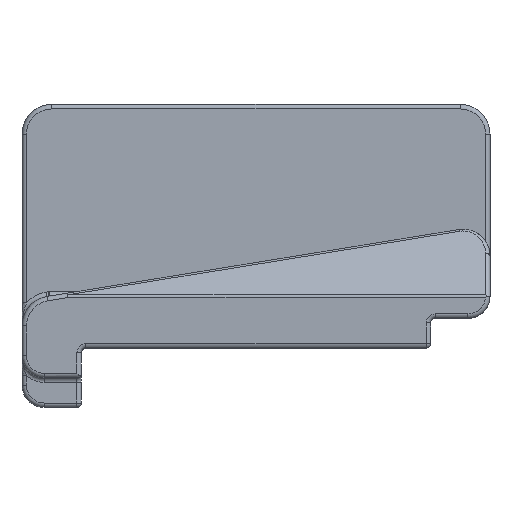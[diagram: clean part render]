
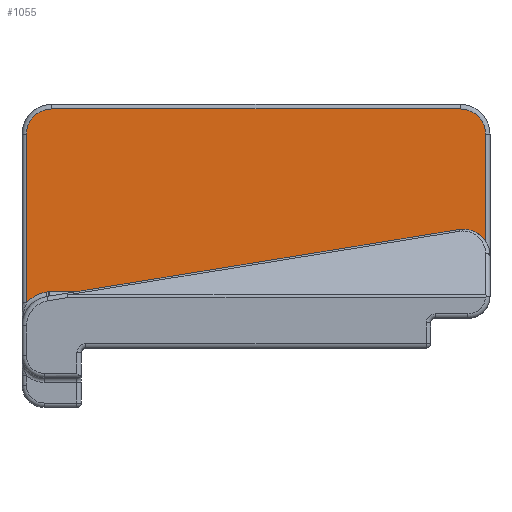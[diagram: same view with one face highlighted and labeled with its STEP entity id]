
A CAD part, front view. The second image highlights one B-rep face of the part: STEP entity #1055.
In plain terms, the highlighted planar face has unit normal (0, -1, 0).
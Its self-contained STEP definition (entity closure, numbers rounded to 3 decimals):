
#357 = EDGE_CURVE ( 'NONE', #5493, #1378, #8345, .T. ) ;
#434 = DIRECTION ( 'NONE',  ( 0., 0., 1. ) ) ;
#495 = CARTESIAN_POINT ( 'NONE',  ( 11.45, 0., -5.6 ) ) ;
#545 = EDGE_CURVE ( 'NONE', #9458, #5258, #10526, .T. ) ;
#554 = CARTESIAN_POINT ( 'NONE',  ( -15.45, 0., -6.351 ) ) ;
#648 = CARTESIAN_POINT ( 'NONE',  ( 15.45, 0., 5. ) ) ;
#1046 = EDGE_CURVE ( 'NONE', #11952, #10543, #11540, .T. ) ;
#1055 = ADVANCED_FACE ( 'NONE', ( #2509 ), #1796, .F. ) ;
#1263 = CARTESIAN_POINT ( 'NONE',  ( 15.45, 0., 5. ) ) ;
#1341 = LINE ( 'NONE', #10824, #7156 ) ;
#1378 = VERTEX_POINT ( 'NONE', #648 ) ;
#1620 = CARTESIAN_POINT ( 'NONE',  ( 13.75, 0., 6.7 ) ) ;
#1796 = PLANE ( 'NONE',  #10782 ) ;
#1845 = DIRECTION ( 'NONE',  ( 0., 1., 0. ) ) ;
#2110 = CARTESIAN_POINT ( 'NONE',  ( -14.119, 0., -5.63 ) ) ;
#2241 = ORIENTED_EDGE ( 'NONE', *, *, #1046, .T. ) ;
#2509 = FACE_OUTER_BOUND ( 'NONE', #4828, .T. ) ;
#2580 = EDGE_CURVE ( 'NONE', #13877, #13540, #6596, .T. ) ;
#2631 = ORIENTED_EDGE ( 'NONE', *, *, #6898, .T. ) ;
#3101 = ORIENTED_EDGE ( 'NONE', *, *, #5756, .T. ) ;
#3229 = DIRECTION ( 'NONE',  ( 1., 0., 0. ) ) ;
#3356 = VECTOR ( 'NONE', #8414, 1000. ) ;
#3681 = ORIENTED_EDGE ( 'NONE', *, *, #3809, .T. ) ;
#3690 = CARTESIAN_POINT ( 'NONE',  ( -13.983, 0., -5.608 ) ) ;
#3725 = ORIENTED_EDGE ( 'NONE', *, *, #357, .T. ) ;
#3744 = EDGE_CURVE ( 'NONE', #6087, #11952, #10605, .T. ) ;
#3809 = EDGE_CURVE ( 'NONE', #1378, #8367, #7749, .T. ) ;
#3810 = DIRECTION ( 'NONE',  ( 0., 1., 0. ) ) ;
#4084 = CARTESIAN_POINT ( 'NONE',  ( -13.75, 0., 5. ) ) ;
#4289 = CARTESIAN_POINT ( 'NONE',  ( 12.05, 0., -7.4 ) ) ;
#4328 = CARTESIAN_POINT ( 'NONE',  ( 11.45, 0., -6.2 ) ) ;
#4413 = CARTESIAN_POINT ( 'NONE',  ( -13.887, 0., -6.2 ) ) ;
#4457 = CIRCLE ( 'NONE', #8191, 0.6 ) ;
#4525 = VERTEX_POINT ( 'NONE', #12719 ) ;
#4828 = EDGE_LOOP ( 'NONE', ( #12202, #5888, #2241, #8309, #7581, #13150, #2631, #10466, #13439, #3101, #6932, #3725, #3681 ) ) ;
#4893 = AXIS2_PLACEMENT_3D ( 'NONE', #4084, #11662, #5161 ) ;
#5161 = DIRECTION ( 'NONE',  ( 0., 0., 1. ) ) ;
#5176 = CARTESIAN_POINT ( 'NONE',  ( 11.75, 0., -5.6 ) ) ;
#5251 = EDGE_CURVE ( 'NONE', #10543, #13877, #7539, .T. ) ;
#5255 = CARTESIAN_POINT ( 'NONE',  ( 13.75, 0., 5. ) ) ;
#5258 = VERTEX_POINT ( 'NONE', #13536 ) ;
#5411 = DIRECTION ( 'NONE',  ( 0., 0., 1. ) ) ;
#5457 = VECTOR ( 'NONE', #11086, 1000. ) ;
#5493 = VERTEX_POINT ( 'NONE', #12971 ) ;
#5499 = DIRECTION ( 'NONE',  ( 0., 0., 1. ) ) ;
#5756 = EDGE_CURVE ( 'NONE', #5258, #4525, #1341, .T. ) ;
#5888 = ORIENTED_EDGE ( 'NONE', *, *, #3744, .T. ) ;
#6087 = VERTEX_POINT ( 'NONE', #6967 ) ;
#6179 = DIRECTION ( 'NONE',  ( 0., 0., -1. ) ) ;
#6184 = VERTEX_POINT ( 'NONE', #495 ) ;
#6248 = CARTESIAN_POINT ( 'NONE',  ( -13.887, 0., -5.6 ) ) ;
#6257 = EDGE_CURVE ( 'NONE', #8367, #6087, #13598, .T. ) ;
#6362 = DIRECTION ( 'NONE',  ( 0., 0., 1. ) ) ;
#6596 = LINE ( 'NONE', #13825, #3356 ) ;
#6871 = CARTESIAN_POINT ( 'NONE',  ( 12.05, 0., -6.2 ) ) ;
#6898 = EDGE_CURVE ( 'NONE', #9668, #6184, #7829, .T. ) ;
#6911 = AXIS2_PLACEMENT_3D ( 'NONE', #13511, #7000, #434 ) ;
#6932 = ORIENTED_EDGE ( 'NONE', *, *, #13535, .T. ) ;
#6967 = CARTESIAN_POINT ( 'NONE',  ( -13.75, 0., 6.7 ) ) ;
#7000 = DIRECTION ( 'NONE',  ( 0., -1., 0. ) ) ;
#7080 = AXIS2_PLACEMENT_3D ( 'NONE', #5255, #12869, #6362 ) ;
#7156 = VECTOR ( 'NONE', #3229, 1000. ) ;
#7539 = CIRCLE ( 'NONE', #11545, 2.3 ) ;
#7581 = ORIENTED_EDGE ( 'NONE', *, *, #2580, .T. ) ;
#7749 = CIRCLE ( 'NONE', #7080, 1.7 ) ;
#7829 = LINE ( 'NONE', #5176, #10692 ) ;
#7929 = EDGE_CURVE ( 'NONE', #9668, #13540, #8957, .T. ) ;
#7995 = VECTOR ( 'NONE', #6179, 1000. ) ;
#8191 = AXIS2_PLACEMENT_3D ( 'NONE', #4328, #11921, #5411 ) ;
#8309 = ORIENTED_EDGE ( 'NONE', *, *, #5251, .T. ) ;
#8345 = LINE ( 'NONE', #1263, #5457 ) ;
#8367 = VERTEX_POINT ( 'NONE', #1620 ) ;
#8414 = DIRECTION ( 'NONE',  ( 0.987, 0., 0.16 ) ) ;
#8957 = CIRCLE ( 'NONE', #12438, 0.6 ) ;
#9397 = CARTESIAN_POINT ( 'NONE',  ( 15.75, 0., 6.7 ) ) ;
#9456 = CARTESIAN_POINT ( 'NONE',  ( -15.45, 0., -5.9 ) ) ;
#9458 = VERTEX_POINT ( 'NONE', #6871 ) ;
#9506 = DIRECTION ( 'NONE',  ( 0., 0., 1. ) ) ;
#9511 = CIRCLE ( 'NONE', #6911, 1.7 ) ;
#9668 = VERTEX_POINT ( 'NONE', #6248 ) ;
#10293 = CARTESIAN_POINT ( 'NONE',  ( -13.75, 0., -7.9 ) ) ;
#10466 = ORIENTED_EDGE ( 'NONE', *, *, #11363, .F. ) ;
#10526 = LINE ( 'NONE', #4289, #12424 ) ;
#10543 = VERTEX_POINT ( 'NONE', #554 ) ;
#10605 = CIRCLE ( 'NONE', #4893, 1.7 ) ;
#10692 = VECTOR ( 'NONE', #11674, 1000. ) ;
#10702 = VECTOR ( 'NONE', #13752, 1000. ) ;
#10782 = AXIS2_PLACEMENT_3D ( 'NONE', #13820, #1845, #9506 ) ;
#10824 = CARTESIAN_POINT ( 'NONE',  ( 15.75, 0., -7.1 ) ) ;
#11086 = DIRECTION ( 'NONE',  ( 0., 0., 1. ) ) ;
#11187 = CARTESIAN_POINT ( 'NONE',  ( -15.45, 0., 5. ) ) ;
#11363 = EDGE_CURVE ( 'NONE', #9458, #6184, #4457, .T. ) ;
#11385 = DIRECTION ( 'NONE',  ( 0., 0., 1. ) ) ;
#11540 = LINE ( 'NONE', #9456, #7995 ) ;
#11545 = AXIS2_PLACEMENT_3D ( 'NONE', #10293, #3810, #11385 ) ;
#11662 = DIRECTION ( 'NONE',  ( 0., -1., 0. ) ) ;
#11674 = DIRECTION ( 'NONE',  ( 1., 0., 0. ) ) ;
#11921 = DIRECTION ( 'NONE',  ( 0., -1., 0. ) ) ;
#11952 = VERTEX_POINT ( 'NONE', #11187 ) ;
#12005 = DIRECTION ( 'NONE',  ( 0., -1., 0. ) ) ;
#12202 = ORIENTED_EDGE ( 'NONE', *, *, #6257, .T. ) ;
#12424 = VECTOR ( 'NONE', #14029, 1000. ) ;
#12438 = AXIS2_PLACEMENT_3D ( 'NONE', #4413, #12005, #5499 ) ;
#12719 = CARTESIAN_POINT ( 'NONE',  ( 13.75, 0., -7.1 ) ) ;
#12869 = DIRECTION ( 'NONE',  ( 0., -1., 0. ) ) ;
#12971 = CARTESIAN_POINT ( 'NONE',  ( 15.45, 0., -5.4 ) ) ;
#13150 = ORIENTED_EDGE ( 'NONE', *, *, #7929, .F. ) ;
#13439 = ORIENTED_EDGE ( 'NONE', *, *, #545, .T. ) ;
#13511 = CARTESIAN_POINT ( 'NONE',  ( 13.75, 0., -5.4 ) ) ;
#13535 = EDGE_CURVE ( 'NONE', #4525, #5493, #9511, .T. ) ;
#13536 = CARTESIAN_POINT ( 'NONE',  ( 12.05, 0., -7.1 ) ) ;
#13540 = VERTEX_POINT ( 'NONE', #3690 ) ;
#13598 = LINE ( 'NONE', #9397, #10702 ) ;
#13752 = DIRECTION ( 'NONE',  ( -1., 0., 0. ) ) ;
#13820 = CARTESIAN_POINT ( 'NONE',  ( 15.75, 0., -5.9 ) ) ;
#13825 = CARTESIAN_POINT ( 'NONE',  ( -13.959, 0., -5.604 ) ) ;
#13877 = VERTEX_POINT ( 'NONE', #2110 ) ;
#14029 = DIRECTION ( 'NONE',  ( 0., 0., -1. ) ) ;
